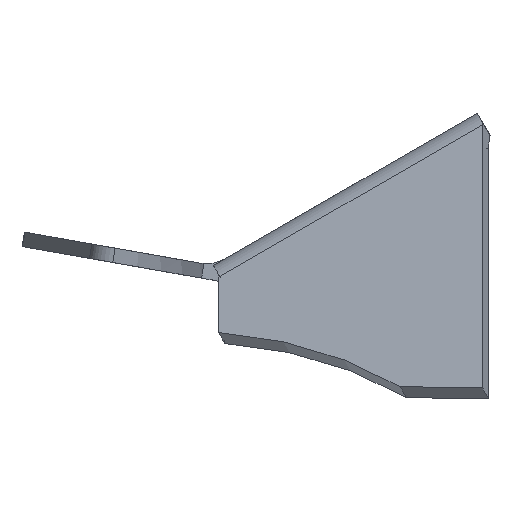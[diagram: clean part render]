
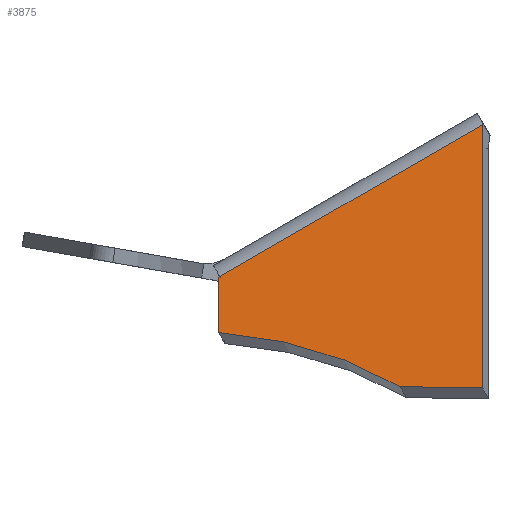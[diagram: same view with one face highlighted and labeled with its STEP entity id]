
A CAD part, left-side view. The second image highlights one B-rep face of the part: STEP entity #3875.
In plain terms, the highlighted planar face has unit normal (-0.832, 0.277, 0.48).
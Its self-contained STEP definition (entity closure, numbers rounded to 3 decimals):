
#52 = ORIENTED_EDGE ( 'NONE', *, *, #3031, .T. ) ;
#136 = CARTESIAN_POINT ( 'NONE',  ( -267.974, 73.919, -114.727 ) ) ;
#308 = CARTESIAN_POINT ( 'NONE',  ( -218.296, 51.259, -15.601 ) ) ;
#345 = EDGE_CURVE ( 'NONE', #1589, #2903, #3160, .T. ) ;
#371 = AXIS2_PLACEMENT_3D ( 'NONE', #1584, #4230, #858 ) ;
#433 = CARTESIAN_POINT ( 'NONE',  ( -249.952, -3.483, -38.826 ) ) ;
#435 = ORIENTED_EDGE ( 'NONE', *, *, #3796, .T. ) ;
#596 = LINE ( 'NONE', #1940, #4344 ) ;
#600 = EDGE_LOOP ( 'NONE', ( #435, #3827, #52, #3129, #624 ) ) ;
#624 = ORIENTED_EDGE ( 'NONE', *, *, #345, .T. ) ;
#655 = CARTESIAN_POINT ( 'NONE',  ( -218.296, 51.517, -15.75 ) ) ;
#788 = PLANE ( 'NONE',  #3426 ) ;
#844 = EDGE_CURVE ( 'NONE', #1570, #1589, #3720, .T. ) ;
#858 = DIRECTION ( 'NONE',  ( 0.5, 0., 0.866 ) ) ;
#928 = DIRECTION ( 'NONE',  ( 0., 0.866, -0.5 ) ) ;
#946 = DIRECTION ( 'NONE',  ( -0.5, 0., -0.866 ) ) ;
#1464 = VECTOR ( 'NONE', #3058, 1000. ) ;
#1518 = EDGE_CURVE ( 'NONE', #1562, #1876, #2894, .T. ) ;
#1562 = VERTEX_POINT ( 'NONE', #2611 ) ;
#1570 = VERTEX_POINT ( 'NONE', #3945 ) ;
#1584 = CARTESIAN_POINT ( 'NONE',  ( -267.974, 73.919, -114.727 ) ) ;
#1589 = VERTEX_POINT ( 'NONE', #4326 ) ;
#1876 = VERTEX_POINT ( 'NONE', #655 ) ;
#1940 = CARTESIAN_POINT ( 'NONE',  ( -217.952, 51.517, -15.154 ) ) ;
#2243 = VECTOR ( 'NONE', #928, 1000. ) ;
#2351 = LINE ( 'NONE', #3372, #1464 ) ;
#2438 = DIRECTION ( 'NONE',  ( 0.5, 0., 0.866 ) ) ;
#2611 = CARTESIAN_POINT ( 'NONE',  ( -218.296, -3.483, 16.004 ) ) ;
#2689 = VECTOR ( 'NONE', #2829, 1000. ) ;
#2829 = DIRECTION ( 'NONE',  ( -0.323, -0.946, -0.014 ) ) ;
#2894 = LINE ( 'NONE', #308, #2243 ) ;
#2903 = VERTEX_POINT ( 'NONE', #433 ) ;
#3031 = EDGE_CURVE ( 'NONE', #1876, #1570, #596, .T. ) ;
#3058 = DIRECTION ( 'NONE',  ( 0.5, 0., 0.866 ) ) ;
#3078 = FACE_OUTER_BOUND ( 'NONE', #600, .T. ) ;
#3129 = ORIENTED_EDGE ( 'NONE', *, *, #844, .T. ) ;
#3160 = LINE ( 'NONE', #3784, #2689 ) ;
#3372 = CARTESIAN_POINT ( 'NONE',  ( -249.952, -3.483, -38.826 ) ) ;
#3426 = AXIS2_PLACEMENT_3D ( 'NONE', #136, #3793, #2438 ) ;
#3720 = CIRCLE ( 'NONE', #371, 100. ) ;
#3784 = CARTESIAN_POINT ( 'NONE',  ( -244.092, 13.666, -38.575 ) ) ;
#3793 = DIRECTION ( 'NONE',  ( -0.832, 0.277, 0.48 ) ) ;
#3796 = EDGE_CURVE ( 'NONE', #2903, #1562, #2351, .T. ) ;
#3827 = ORIENTED_EDGE ( 'NONE', *, *, #1518, .T. ) ;
#3875 = ADVANCED_FACE ( 'NONE', ( #3078 ), #788, .T. ) ;
#3945 = CARTESIAN_POINT ( 'NONE',  ( -224.952, 51.517, -27.279 ) ) ;
#4230 = DIRECTION ( 'NONE',  ( 0.832, -0.277, -0.48 ) ) ;
#4326 = CARTESIAN_POINT ( 'NONE',  ( -244.092, 13.666, -38.575 ) ) ;
#4344 = VECTOR ( 'NONE', #946, 1000. ) ;
